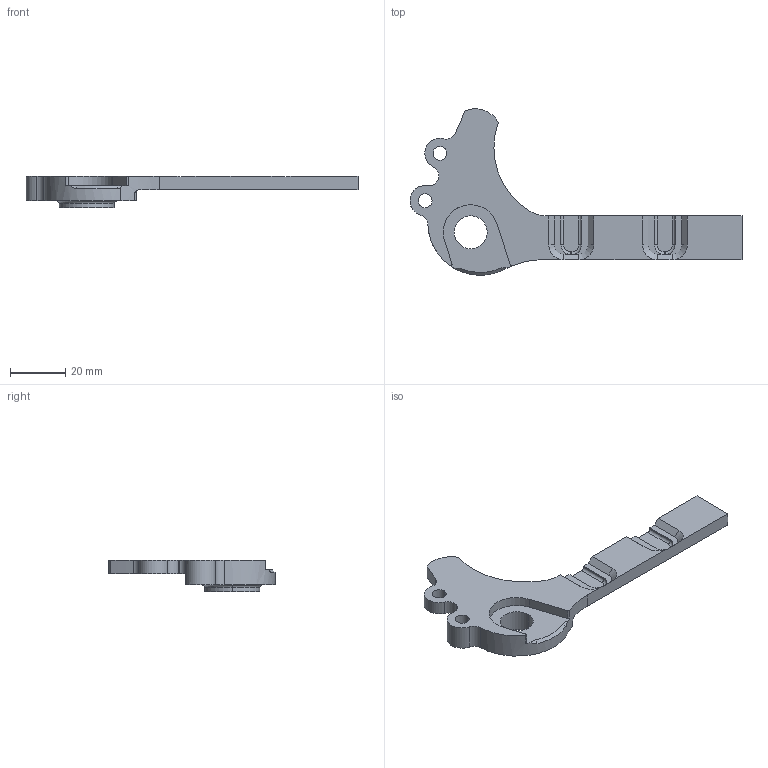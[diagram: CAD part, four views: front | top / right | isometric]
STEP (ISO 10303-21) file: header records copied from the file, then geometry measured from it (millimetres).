
FILE_DESCRIPTION (( 'STEP AP214' ), '1' );
FILE_NAME ('DR2088L_REV3.STEP', '2025-08-19T15:29:42', ( '' ), ( '' ), 'SwSTEP 2.0', 'SolidWorks 2023', '' );
FILE_SCHEMA (( 'AUTOMOTIVE_DESIGN' ));
Length unit declared in the file: millimetre
Products named in the file (1): DR2088L_REV3
Bounding box: 120.52 x 60.39 x 11.5 mm (x, y, z)
Volume: 14461 mm3; surface area: 8323.5 mm2
Topology: 1 solids, 1 shells, 87 faces, 234 edges, 150 vertices
Faces by surface type: cylinder 39, plane 30, torus 11, cone 7
Entity records: 2813 total; most frequent: CARTESIAN_POINT 516, DIRECTION 510, ORIENTED_EDGE 468, EDGE_CURVE 234, AXIS2_PLACEMENT_3D 198, VERTEX_POINT 150, LINE 114, VECTOR 114
